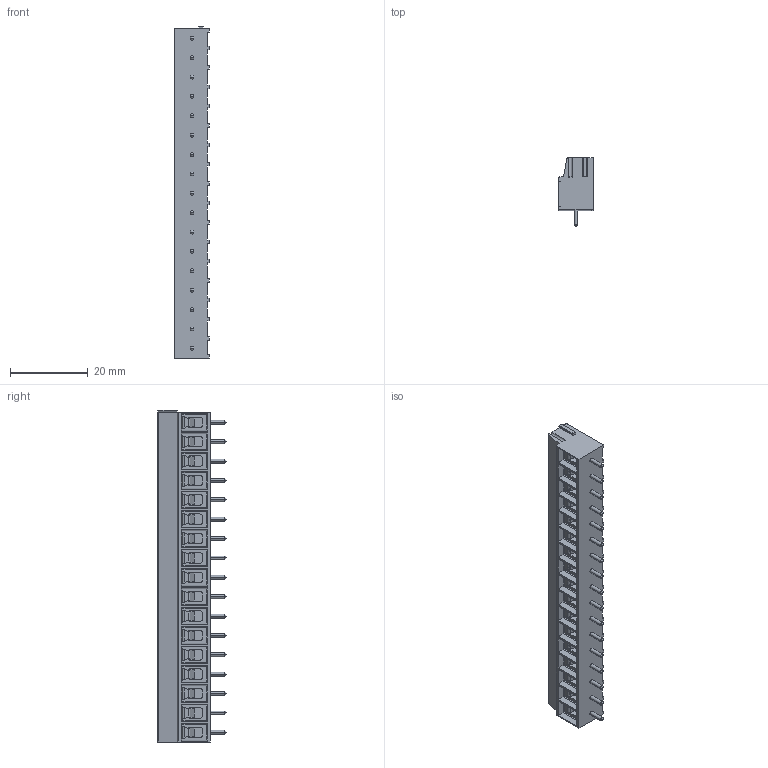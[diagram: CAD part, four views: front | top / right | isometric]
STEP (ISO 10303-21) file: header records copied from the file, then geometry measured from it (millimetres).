
FILE_DESCRIPTION((''),'2;1');
FILE_NAME('PRT0051','2024-11-08T',('yanfa'),(''),'PRO/ENGINEER BY PARAMETRIC TECHNOLOGY CORPORATION, 2009280','PRO/ENGINEER BY PARAMETRIC TECHNOLOGY CORPORATION, 2009280','');
FILE_SCHEMA(('AUTOMOTIVE_DESIGN_CC2 { 1 2 10303 214 -1 1 5 2 }'));
Length unit declared in the file: millimetre
Products named in the file (1): PRT0051
Bounding box: 9 x 17.6 x 85.68 mm (x, y, z)
Volume: 7148.3 mm3; surface area: 7443.1 mm2
Topology: 1 solids, 1 shells, 1303 faces, 3464 edges, 2213 vertices
Faces by surface type: plane 731, cylinder 436, cone 68, torus 34, sphere 34
Entity records: 40508 total; most frequent: CARTESIAN_POINT 7555, DIRECTION 6908, ORIENTED_EDGE 6860, EDGE_CURVE 3430, AXIS2_PLACEMENT_3D 2311, VECTOR 2286, LINE 2286, VERTEX_POINT 2213
